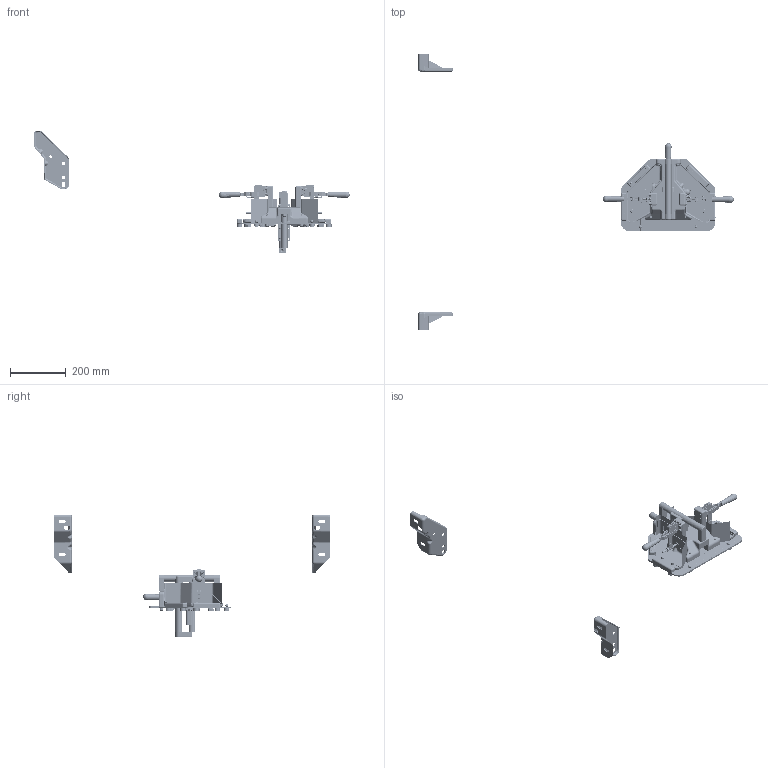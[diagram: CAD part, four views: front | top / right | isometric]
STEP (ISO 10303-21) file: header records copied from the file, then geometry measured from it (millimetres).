
FILE_DESCRIPTION( ( 'Unknown' ), '1' );
FILE_NAME( 'C1.stp', 'Unknown', ( 'Unknown' ), ( 'Unknown' ), 'PSStep 10.0', 'Unknown', ' ' );
FILE_SCHEMA( ( 'AUTOMOTIVE_DESIGN { 1 0 10303 214 1 1 1 1 }' ) );
Length unit declared in the file: millimetre
Products named in the file (40): 207_S; Assem1; AI_C3_37; A3-25; A3-25-subasm; A3-SPH.06.20; A3.000; A3-25.RO180; 207_L_W1; 207103_USA; 207125_USA_1; 207100; 207105_1; 207302_1; Alto_M8; VITE_TE M 8x70; AI_C3_31; AI_C3_32; AI_C3_33; 573-19; AI_C_06; AI_C3_34; SPINA 6X35; V.T.C.E.I. M6x30; AI_C_07; SPINA 4X20; V.T.S.E.I.M6x30; V.T.C.E.I. M8x35; SPINA 8X35; V.T.C.E.I. M8x40; Dn_M12; Dn_M8; AI_C3_35; AI_C3_36; 500333817_AGGIORNATA; 500337600_AGGIORNATA; V.T.C.E.I. M6x20
Bounding box: 1135.98 x 996 x 441.58 mm (x, y, z)
Volume: 5492659.2 mm3; surface area: 1897685.6 mm2
Topology: 245 solids, 326 shells, 5201 faces, 13443 edges, 8793 vertices
Faces by surface type: plane 2179, cylinder 1808, cone 477, torus 290, bspline 276, sphere 155, extrusion 16
Full cylindrical faces by diameter (mm): 2.013 x7, 2.5 x7, 3.5 x4, 4 x59, 4.75 x16, 4.77 x8, 4.85 x4, 4.917 x62, 5 x7, 5.1 x7, 5.15 x9, 5.5 x26, 5.719 x17, 6 x124, 6.15 x44, 6.25 x17, 6.37 x4, 6.4 x4, 6.42 x8, 6.647 x31, 6.8 x13, 7.2 x16, 7.9 x16, 8 x103, 8.15 x28, 9.1 x4, 9.5 x16, 9.6 x26, 10.052 x9, 10.106 x12
Entity records: 60817 total; most frequent: CARTESIAN_POINT 21924, ORIENTED_EDGE 5600, DIRECTION 4941, EDGE_CURVE 2892, VERTEX_POINT 2072, AXIS2_PLACEMENT_3D 2006, EDGE_LOOP 1639, PRESENTATION_STYLE_ASSIGNMENT 1566
